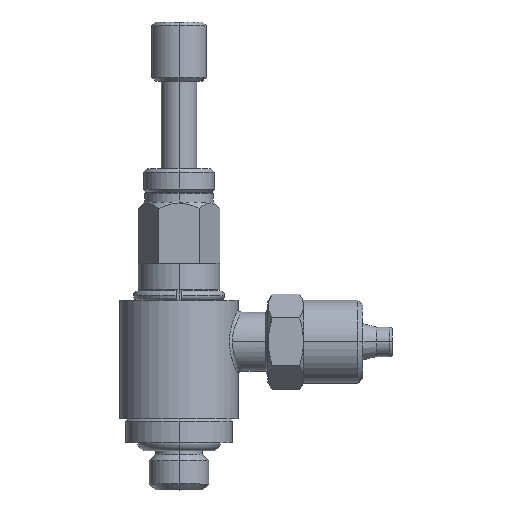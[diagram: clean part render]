
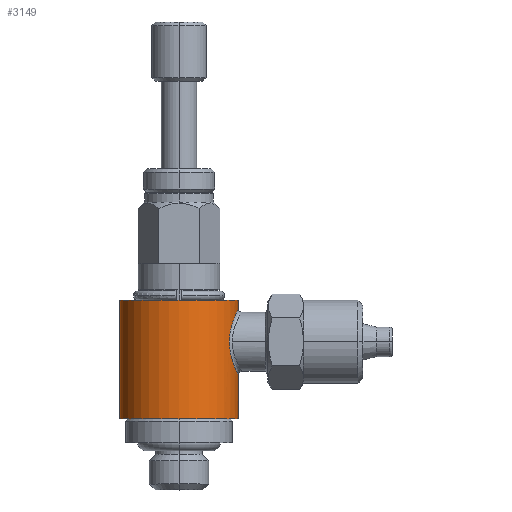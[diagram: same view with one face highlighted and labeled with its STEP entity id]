
A CAD part, top view. The second image highlights one B-rep face of the part: STEP entity #3149.
In plain terms, the highlighted cylindrical face has radius 5 mm (diameter 10 mm), a partial arc.
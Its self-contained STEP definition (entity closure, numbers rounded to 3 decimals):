
#2086 = CARTESIAN_POINT ( 'NONE',  ( 5., 15.3, 0.048 ) ) ;
#2087 = CARTESIAN_POINT ( 'NONE',  ( 4.999, 15.299, 0.096 ) ) ;
#2100 = DIRECTION ( 'NONE',  ( 0., 1., 0. ) ) ;
#2101 = CARTESIAN_POINT ( 'NONE',  ( 5., 15.3, 0. ) ) ;
#2102 = DIRECTION ( 'NONE',  ( 0., 0., -1. ) ) ;
#2153 = DIRECTION ( 'NONE',  ( 0., -1., 0. ) ) ;
#2154 = CARTESIAN_POINT ( 'NONE',  ( 0., 6., 0. ) ) ;
#2155 = AXIS2_PLACEMENT_3D ( 'NONE', #2154, #2153, #2161 ) ;
#2156 = CIRCLE ( 'NONE', #2155, 5. ) ;
#2157 = CARTESIAN_POINT ( 'NONE',  ( 0., 16., 0. ) ) ;
#2158 = AXIS2_PLACEMENT_3D ( 'NONE', #2157, #2100, #2102 ) ;
#2159 = CIRCLE ( 'NONE', #2158, 5. ) ;
#2160 = CARTESIAN_POINT ( 'NONE',  ( 5., 6., 0. ) ) ;
#2161 = DIRECTION ( 'NONE',  ( 0., 0., 1. ) ) ;
#2168 = CARTESIAN_POINT ( 'NONE',  ( 5., 15.3, 0. ) ) ;
#2188 = CARTESIAN_POINT ( 'NONE',  ( 4.997, 15.293, 0.192 ) ) ;
#2189 = CARTESIAN_POINT ( 'NONE',  ( 4.994, 15.289, 0.24 ) ) ;
#2190 = CARTESIAN_POINT ( 'NONE',  ( 4.992, 15.283, 0.288 ) ) ;
#2194 = B_SPLINE_CURVE_WITH_KNOTS ( 'NONE', 3,
 ( #2190, #2189, #2188, #2087, #2086, #2101 ),
 .UNSPECIFIED., .F., .F.,
 ( 4, 2, 4 ),
 ( 0.017, 0.017, 0.017 ),
 .UNSPECIFIED. ) ;
#2213 = LINE ( 'NONE', #2267, #2266 ) ;
#2217 = DIRECTION ( 'NONE',  ( 0., -1., 0. ) ) ;
#2218 = VECTOR ( 'NONE', #2217, 1000. ) ;
#2219 = CARTESIAN_POINT ( 'NONE',  ( -5., 5.5, 0. ) ) ;
#2220 = LINE ( 'NONE', #2219, #2218 ) ;
#2229 = DIRECTION ( 'NONE',  ( 1., 0., 0. ) ) ;
#2230 = DIRECTION ( 'NONE',  ( 0., -1., 0. ) ) ;
#2231 = CARTESIAN_POINT ( 'NONE',  ( 0., 5.5, 0. ) ) ;
#2232 = AXIS2_PLACEMENT_3D ( 'NONE', #2231, #2230, #2229 ) ;
#2235 = CYLINDRICAL_SURFACE ( 'NONE', #2232, 5. ) ;
#2236 = FACE_OUTER_BOUND ( 'NONE', #3147, .T. ) ;
#2237 = CARTESIAN_POINT ( 'NONE',  ( -5., 16., 0. ) ) ;
#2241 = CARTESIAN_POINT ( 'NONE',  ( -5., 6., 0. ) ) ;
#2242 = DIRECTION ( 'NONE',  ( 0., -1., 0. ) ) ;
#2243 = VECTOR ( 'NONE', #2242, 1000. ) ;
#2244 = CARTESIAN_POINT ( 'NONE',  ( 5., 5.5, 0. ) ) ;
#2245 = LINE ( 'NONE', #2244, #2243 ) ;
#2252 = CARTESIAN_POINT ( 'NONE',  ( 5., 16., 0. ) ) ;
#2265 = DIRECTION ( 'NONE',  ( 0., -1., 0. ) ) ;
#2266 = VECTOR ( 'NONE', #2265, 1000. ) ;
#2267 = CARTESIAN_POINT ( 'NONE',  ( 5., 5.5, 0. ) ) ;
#3066 = CARTESIAN_POINT ( 'NONE',  ( 5., 9.7, 0. ) ) ;
#3147 = EDGE_LOOP ( 'NONE', ( #3287, #3150, #3186, #3170, #3300, #3307, #3347 ) ) ;
#3148 = VERTEX_POINT ( 'NONE', #2237 ) ;
#3149 = ADVANCED_FACE ( 'NONE', ( #2236 ), #2235, .T. ) ;
#3150 = ORIENTED_EDGE ( 'NONE', *, *, #3185, .T. ) ;
#3170 = ORIENTED_EDGE ( 'NONE', *, *, #3171, .F. ) ;
#3171 = EDGE_CURVE ( 'NONE', #3315, #3261, #2213, .T. ) ;
#3180 = VERTEX_POINT ( 'NONE', #2252 ) ;
#3181 = EDGE_CURVE ( 'NONE', #3180, #3225, #2245, .T. ) ;
#3183 = VERTEX_POINT ( 'NONE', #2241 ) ;
#3184 = CARTESIAN_POINT ( 'NONE',  ( 4.99, 9.719, 0.354 ) ) ;
#3185 = EDGE_CURVE ( 'NONE', #3148, #3183, #2220, .T. ) ;
#3186 = ORIENTED_EDGE ( 'NONE', *, *, #3259, .F. ) ;
#3187 = CARTESIAN_POINT ( 'NONE',  ( 4.876, 15.043, 1.118 ) ) ;
#3188 = CARTESIAN_POINT ( 'NONE',  ( 4.798, 14.871, 1.415 ) ) ;
#3189 = CARTESIAN_POINT ( 'NONE',  ( 4.755, 14.772, 1.552 ) ) ;
#3190 = CARTESIAN_POINT ( 'NONE',  ( 4.664, 14.55, 1.807 ) ) ;
#3191 = CARTESIAN_POINT ( 'NONE',  ( 4.616, 14.426, 1.925 ) ) ;
#3192 = CARTESIAN_POINT ( 'NONE',  ( 4.314, 11.668, 2.527 ) ) ;
#3193 = CARTESIAN_POINT ( 'NONE',  ( 4.954, 9.792, 0.695 ) ) ;
#3194 = CARTESIAN_POINT ( 'NONE',  ( 4.552, 10.755, 2.072 ) ) ;
#3195 = CARTESIAN_POINT ( 'NONE',  ( 4.598, 10.623, 1.967 ) ) ;
#3196 = CARTESIAN_POINT ( 'NONE',  ( 5., 9.7, 0. ) ) ;
#3197 = CARTESIAN_POINT ( 'NONE',  ( 4.268, 12.005, 2.605 ) ) ;
#3198 = CARTESIAN_POINT ( 'NONE',  ( 4.739, 10.256, 1.614 ) ) ;
#3200 = CARTESIAN_POINT ( 'NONE',  ( 4.419, 11.19, 2.34 ) ) ;
#3201 = B_SPLINE_CURVE_WITH_KNOTS ( 'NONE', 3,
 ( #3196, #3211, #3184, #3193, #3202, #3235, #3198, #3195, #3194, #3231, #3200, #3210, #3192, #3197, #3227, #3226, #3218, #3217, #3224, #3216, #3215, #3223, #3222, #3191, #3190, #3189, #3188, #3187, #3221, #3220, #3219, #3234 ),
 .UNSPECIFIED., .F., .F.,
 ( 4, 2, 2, 2, 2, 2, 2, 2, 2, 2, 2, 2, 2, 2, 2, 4 ),
 ( 0.009, 0.009, 0.01, 0.011, 0.011, 0.012, 0.012, 0.013, 0.013, 0.014, 0.015, 0.015, 0.016, 0.016, 0.017, 0.017 ),
 .UNSPECIFIED. ) ;
#3202 = CARTESIAN_POINT ( 'NONE',  ( 4.928, 9.846, 0.859 ) ) ;
#3203 = EDGE_CURVE ( 'NONE', #3335, #3225, #2194, .T. ) ;
#3210 = CARTESIAN_POINT ( 'NONE',  ( 4.346, 11.505, 2.474 ) ) ;
#3211 = CARTESIAN_POINT ( 'NONE',  ( 5., 9.7, 0.177 ) ) ;
#3215 = CARTESIAN_POINT ( 'NONE',  ( 4.395, 13.715, 2.386 ) ) ;
#3216 = CARTESIAN_POINT ( 'NONE',  ( 4.358, 13.554, 2.453 ) ) ;
#3217 = CARTESIAN_POINT ( 'NONE',  ( 4.274, 13.053, 2.595 ) ) ;
#3218 = CARTESIAN_POINT ( 'NONE',  ( 4.247, 12.705, 2.64 ) ) ;
#3219 = CARTESIAN_POINT ( 'NONE',  ( 4.982, 15.263, 0.464 ) ) ;
#3220 = CARTESIAN_POINT ( 'NONE',  ( 4.963, 15.224, 0.633 ) ) ;
#3221 = CARTESIAN_POINT ( 'NONE',  ( 4.91, 15.115, 0.959 ) ) ;
#3222 = CARTESIAN_POINT ( 'NONE',  ( 4.523, 14.159, 2.134 ) ) ;
#3223 = CARTESIAN_POINT ( 'NONE',  ( 4.478, 14.017, 2.226 ) ) ;
#3224 = CARTESIAN_POINT ( 'NONE',  ( 4.297, 13.225, 2.557 ) ) ;
#3225 = VERTEX_POINT ( 'NONE', #2168 ) ;
#3226 = CARTESIAN_POINT ( 'NONE',  ( 4.242, 12.531, 2.647 ) ) ;
#3227 = CARTESIAN_POINT ( 'NONE',  ( 4.253, 12.181, 2.63 ) ) ;
#3231 = CARTESIAN_POINT ( 'NONE',  ( 4.462, 11.037, 2.258 ) ) ;
#3234 = CARTESIAN_POINT ( 'NONE',  ( 4.992, 15.283, 0.288 ) ) ;
#3235 = CARTESIAN_POINT ( 'NONE',  ( 4.83, 10.056, 1.334 ) ) ;
#3259 = EDGE_CURVE ( 'NONE', #3261, #3183, #2156, .T. ) ;
#3261 = VERTEX_POINT ( 'NONE', #2160 ) ;
#3262 = EDGE_CURVE ( 'NONE', #3148, #3180, #2159, .T. ) ;
#3287 = ORIENTED_EDGE ( 'NONE', *, *, #3262, .F. ) ;
#3300 = ORIENTED_EDGE ( 'NONE', *, *, #3317, .T. ) ;
#3307 = ORIENTED_EDGE ( 'NONE', *, *, #3203, .T. ) ;
#3315 = VERTEX_POINT ( 'NONE', #3066 ) ;
#3317 = EDGE_CURVE ( 'NONE', #3315, #3335, #3201, .T. ) ;
#3335 = VERTEX_POINT ( 'NONE', #3345 ) ;
#3345 = CARTESIAN_POINT ( 'NONE',  ( 4.992, 15.283, 0.288 ) ) ;
#3347 = ORIENTED_EDGE ( 'NONE', *, *, #3181, .F. ) ;
